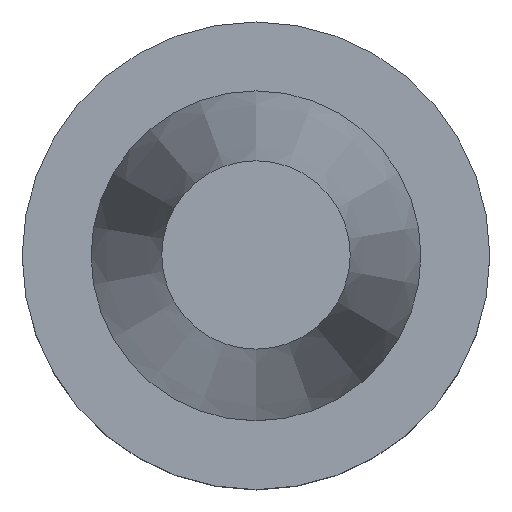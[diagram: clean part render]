
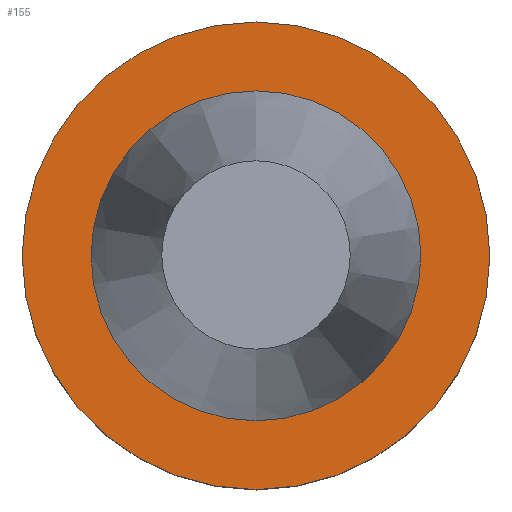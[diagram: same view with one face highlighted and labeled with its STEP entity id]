
A CAD part, top view. The second image highlights one B-rep face of the part: STEP entity #155.
In plain terms, the highlighted planar face has unit normal (0, 0, 1).
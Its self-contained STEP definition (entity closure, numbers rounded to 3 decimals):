
#128=EDGE_CURVE('Unnamed[1]',#284,#284,#285,.T.);
#155=ADVANCED_FACE('Unnamed[1]',(#324,#325),#326,.T.);
#174=EDGE_CURVE('Unnamed[1]',#353,#353,#354,.T.);
#284=VERTEX_POINT('',#480);
#285=CIRCLE('',#481,22.225);
#324=FACE_OUTER_BOUND('',#530,.T.);
#325=FACE_BOUND('',#531,.T.);
#326=PLANE('',#532);
#353=VERTEX_POINT('',#565);
#354=CIRCLE('',#566,31.5);
#480=CARTESIAN_POINT('',(0.,22.225,-1.));
#481=AXIS2_PLACEMENT_3D('',#671,#672,#673);
#530=EDGE_LOOP('',(#717));
#531=EDGE_LOOP('',(#718));
#532=AXIS2_PLACEMENT_3D('',#719,#720,#721);
#565=CARTESIAN_POINT('',(0.,31.5,-1.));
#566=AXIS2_PLACEMENT_3D('',#749,#750,#751);
#671=CARTESIAN_POINT('',(0.,0.,-1.));
#672=DIRECTION('',(0.,0.,-1.0));
#673=DIRECTION('',(0.,1.0,0.));
#717=ORIENTED_EDGE('',*,*,#174,.F.);
#718=ORIENTED_EDGE('',*,*,#128,.T.);
#719=CARTESIAN_POINT('',(0.,26.862,-1.));
#720=DIRECTION('',(0.,0.,1.0));
#721=DIRECTION('',(0.,-1.0,0.));
#749=CARTESIAN_POINT('',(0.,0.,-1.));
#750=DIRECTION('',(0.,0.,-1.0));
#751=DIRECTION('',(0.,1.0,0.));
